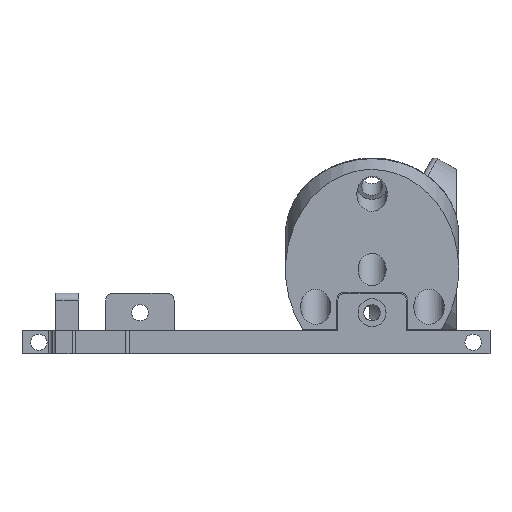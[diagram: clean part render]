
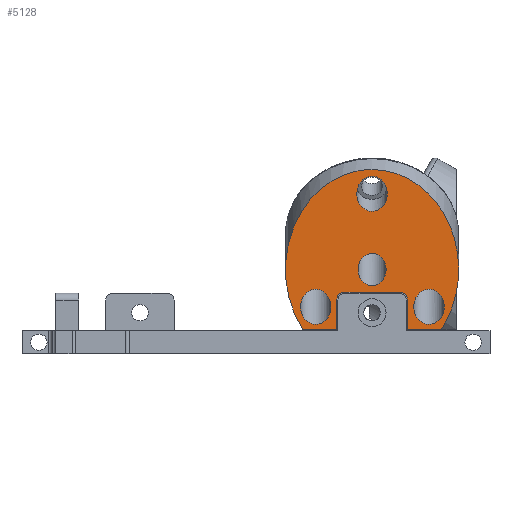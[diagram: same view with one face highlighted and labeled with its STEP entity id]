
A CAD part, front view. The second image highlights one B-rep face of the part: STEP entity #5128.
In plain terms, the highlighted face is planar.
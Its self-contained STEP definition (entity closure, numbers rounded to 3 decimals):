
#4809 = VERTEX_POINT('',#4810);
#4810 = CARTESIAN_POINT('',(0.,18.5,5.638));
#4815 = EDGE_CURVE('',#4809,#4816,#4818,.T.);
#4816 = VERTEX_POINT('',#4817);
#4817 = CARTESIAN_POINT('',(14.785,-11.12,
    22.739));
#4818 = ELLIPSE('',#4819,21.362,18.5);
#4819 = AXIS2_PLACEMENT_3D('',#4820,#4821,#4822);
#4820 = CARTESIAN_POINT('',(0.,0.,16.319));
#4821 = DIRECTION('',(0.,-0.5,-0.866));
#4822 = DIRECTION('',(0.,0.866,-0.5));
#4825 = VERTEX_POINT('',#4826);
#4826 = CARTESIAN_POINT('',(-14.785,-11.12,
    22.739));
#4833 = EDGE_CURVE('',#4825,#4809,#4834,.T.);
#4834 = ELLIPSE('',#4835,21.362,18.5);
#4835 = AXIS2_PLACEMENT_3D('',#4836,#4837,#4838);
#4836 = CARTESIAN_POINT('',(0.,0.,16.319));
#4837 = DIRECTION('',(0.,-0.5,-0.866));
#4838 = DIRECTION('',(0.,0.866,-0.5));
#5128 = ADVANCED_FACE('',(#5129,#5189,#5200,#5211,#5222),#5233,.F.);
#5129 = FACE_BOUND('',#5130,.F.);
#5130 = EDGE_LOOP('',(#5131,#5139,#5140,#5141,#5149,#5157,#5166,#5174,
    #5183));
#5131 = ORIENTED_EDGE('',*,*,#5132,.T.);
#5132 = EDGE_CURVE('',#5133,#4825,#5135,.T.);
#5133 = VERTEX_POINT('',#5134);
#5134 = CARTESIAN_POINT('',(-7.5,-11.12,22.739));
#5135 = LINE('',#5136,#5137);
#5136 = CARTESIAN_POINT('',(20.808,-11.12,
    22.739));
#5137 = VECTOR('',#5138,1.);
#5138 = DIRECTION('',(-1.,0.,0.));
#5139 = ORIENTED_EDGE('',*,*,#4833,.T.);
#5140 = ORIENTED_EDGE('',*,*,#4815,.T.);
#5141 = ORIENTED_EDGE('',*,*,#5142,.T.);
#5142 = EDGE_CURVE('',#4816,#5143,#5145,.T.);
#5143 = VERTEX_POINT('',#5144);
#5144 = CARTESIAN_POINT('',(7.5,-11.12,22.739));
#5145 = LINE('',#5146,#5147);
#5146 = CARTESIAN_POINT('',(20.808,-11.12,
    22.739));
#5147 = VECTOR('',#5148,1.);
#5148 = DIRECTION('',(-1.,0.,0.));
#5149 = ORIENTED_EDGE('',*,*,#5150,.F.);
#5150 = EDGE_CURVE('',#5151,#5143,#5153,.T.);
#5151 = VERTEX_POINT('',#5152);
#5152 = CARTESIAN_POINT('',(7.5,-5.491,19.489));
#5153 = LINE('',#5154,#5155);
#5154 = CARTESIAN_POINT('',(7.5,-5.491,19.489));
#5155 = VECTOR('',#5156,1.);
#5156 = DIRECTION('',(0.,-0.866,0.5));
#5157 = ORIENTED_EDGE('',*,*,#5158,.T.);
#5158 = EDGE_CURVE('',#5151,#5159,#5161,.T.);
#5159 = VERTEX_POINT('',#5160);
#5160 = CARTESIAN_POINT('',(6.,-4.192,
    18.739));
#5161 = CIRCLE('',#5162,1.5);
#5162 = AXIS2_PLACEMENT_3D('',#5163,#5164,#5165);
#5163 = CARTESIAN_POINT('',(6.,-5.491,
    19.489));
#5164 = DIRECTION('',(0.,0.5,0.866));
#5165 = DIRECTION('',(1.,0.,0.));
#5166 = ORIENTED_EDGE('',*,*,#5167,.F.);
#5167 = EDGE_CURVE('',#5168,#5159,#5170,.T.);
#5168 = VERTEX_POINT('',#5169);
#5169 = CARTESIAN_POINT('',(-6.,-4.192,
    18.739));
#5170 = LINE('',#5171,#5172);
#5171 = CARTESIAN_POINT('',(-6.,-4.192,18.739));
#5172 = VECTOR('',#5173,1.);
#5173 = DIRECTION('',(1.,0.,0.));
#5174 = ORIENTED_EDGE('',*,*,#5175,.T.);
#5175 = EDGE_CURVE('',#5168,#5176,#5178,.T.);
#5176 = VERTEX_POINT('',#5177);
#5177 = CARTESIAN_POINT('',(-7.5,-5.491,19.489));
#5178 = CIRCLE('',#5179,1.5);
#5179 = AXIS2_PLACEMENT_3D('',#5180,#5181,#5182);
#5180 = CARTESIAN_POINT('',(-6.,-5.491,
    19.489));
#5181 = DIRECTION('',(0.,0.5,0.866));
#5182 = DIRECTION('',(1.,0.,0.));
#5183 = ORIENTED_EDGE('',*,*,#5184,.F.);
#5184 = EDGE_CURVE('',#5133,#5176,#5185,.T.);
#5185 = LINE('',#5186,#5187);
#5186 = CARTESIAN_POINT('',(-7.5,-11.12,22.739));
#5187 = VECTOR('',#5188,1.);
#5188 = DIRECTION('',(-0.,0.866,-0.5));
#5189 = FACE_BOUND('',#5190,.F.);
#5190 = EDGE_LOOP('',(#5191));
#5191 = ORIENTED_EDGE('',*,*,#5192,.F.);
#5192 = EDGE_CURVE('',#5193,#5193,#5195,.T.);
#5193 = VERTEX_POINT('',#5194);
#5194 = CARTESIAN_POINT('',(-8.777,-6.916,
    20.312));
#5195 = ELLIPSE('',#5196,3.753,3.25);
#5196 = AXIS2_PLACEMENT_3D('',#5197,#5198,#5199);
#5197 = CARTESIAN_POINT('',(-12.027,-6.916,
    20.312));
#5198 = DIRECTION('',(0.,-0.5,-0.866));
#5199 = DIRECTION('',(0.,0.866,-0.5));
#5200 = FACE_BOUND('',#5201,.F.);
#5201 = EDGE_LOOP('',(#5202));
#5202 = ORIENTED_EDGE('',*,*,#5203,.F.);
#5203 = EDGE_CURVE('',#5204,#5204,#5206,.T.);
#5204 = VERTEX_POINT('',#5205);
#5205 = CARTESIAN_POINT('',(3.,0.,16.319));
#5206 = ELLIPSE('',#5207,3.464,3.);
#5207 = AXIS2_PLACEMENT_3D('',#5208,#5209,#5210);
#5208 = CARTESIAN_POINT('',(0.,0.,16.319));
#5209 = DIRECTION('',(0.,-0.5,-0.866));
#5210 = DIRECTION('',(0.,0.866,-0.5));
#5211 = FACE_BOUND('',#5212,.F.);
#5212 = EDGE_LOOP('',(#5213));
#5213 = ORIENTED_EDGE('',*,*,#5214,.F.);
#5214 = EDGE_CURVE('',#5215,#5215,#5217,.T.);
#5215 = VERTEX_POINT('',#5216);
#5216 = CARTESIAN_POINT('',(3.25,14.,8.236));
#5217 = ELLIPSE('',#5218,3.753,3.25);
#5218 = AXIS2_PLACEMENT_3D('',#5219,#5220,#5221);
#5219 = CARTESIAN_POINT('',(0.,14.,8.236));
#5220 = DIRECTION('',(0.,-0.5,-0.866));
#5221 = DIRECTION('',(0.,0.866,-0.5));
#5222 = FACE_BOUND('',#5223,.F.);
#5223 = EDGE_LOOP('',(#5224));
#5224 = ORIENTED_EDGE('',*,*,#5225,.F.);
#5225 = EDGE_CURVE('',#5226,#5226,#5228,.T.);
#5226 = VERTEX_POINT('',#5227);
#5227 = CARTESIAN_POINT('',(15.423,-6.916,
    20.312));
#5228 = ELLIPSE('',#5229,3.753,3.25);
#5229 = AXIS2_PLACEMENT_3D('',#5230,#5231,#5232);
#5230 = CARTESIAN_POINT('',(12.173,-6.916,
    20.312));
#5231 = DIRECTION('',(0.,-0.5,-0.866));
#5232 = DIRECTION('',(0.,0.866,-0.5));
#5233 = PLANE('',#5234);
#5234 = AXIS2_PLACEMENT_3D('',#5235,#5236,#5237);
#5235 = CARTESIAN_POINT('',(20.,-18.5,27.));
#5236 = DIRECTION('',(0.,-0.5,-0.866));
#5237 = DIRECTION('',(0.,0.866,-0.5));
